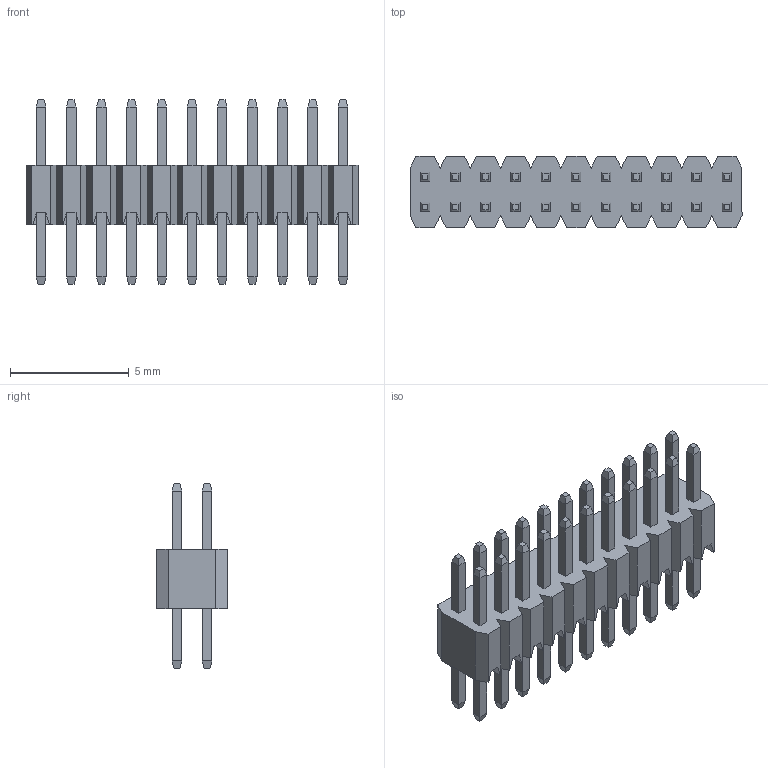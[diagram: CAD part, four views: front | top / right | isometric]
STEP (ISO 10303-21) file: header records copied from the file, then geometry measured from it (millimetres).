
FILE_DESCRIPTION (( 'STEP AP214' ), '1' );
FILE_NAME ('FPH12730-D22S1014060540B-REF.STEP', '2026-01-16T09:51:18', ( '' ), ( '' ), 'SwSTEP 2.0', 'SolidWorks 2021', '' );
FILE_SCHEMA (( 'AUTOMOTIVE_DESIGN' ));
Length unit declared in the file: millimetre
Products named in the file (1): FPH12730-D22S1014060540B-REF
Bounding box: 13.97 x 3 x 7.75 mm (x, y, z)
Volume: 110.2 mm3; surface area: 406.1 mm2
Topology: 1 solids, 1 shells, 576 faces, 1392 edges, 840 vertices
Faces by surface type: plane 576
Entity records: 16118 total; most frequent: CARTESIAN_POINT 2809, ORIENTED_EDGE 2784, DIRECTION 2546, EDGE_CURVE 1392, LINE 1392, VECTOR 1392, VERTEX_POINT 840, EDGE_LOOP 598
